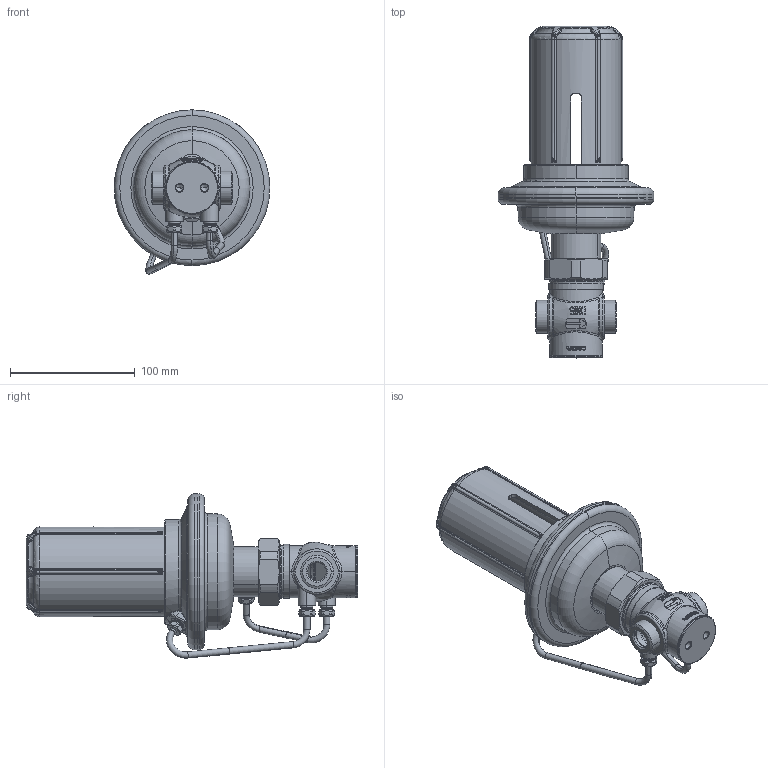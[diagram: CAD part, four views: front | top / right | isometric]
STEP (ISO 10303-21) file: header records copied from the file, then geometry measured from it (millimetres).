
FILE_DESCRIPTION((''),'2;1');
FILE_NAME('003H6602_ASM','2012-06-28T',('u258099'),('Danfoss'),'PRO/ENGINEER BY PARAMETRIC TECHNOLOGY CORPORATION, 2010370','PRO/ENGINEER BY PARAMETRIC TECHNOLOGY CORPORATION, 2010370','');
FILE_SCHEMA(('AUTOMOTIVE_DESIGN { 1 0 10303 214 1 1 1 1 }'));
Products named in the file (14): 8882982; 8882977_ASM; 8882902; 8881022; 8882820; 8883810; 88810790_ZAVIHAN; 8883808_INST; 8890090; 8883750_ASM; 8883510; 8883566; 8883544; 003H6602_ASM
Assembly tree (16 placements, depth 3):
  003H6602_ASM
    8882977_ASM
      8882982
    8882902
    8881022  x4
    8882820
    8883750_ASM
      8883810
      88810790_ZAVIHAN
      8883808_INST
      8890090
    8883510
    8883566
    8883544
Bounding box: 125.18 x 266.6 x 131.94 mm (x, y, z)
Volume: 346074 mm3; surface area: 194001.8 mm2
Topology: 14 solids, 14 shells, 1756 faces, 4367 edges, 2690 vertices
Faces by surface type: plane 764, cylinder 316, bspline 247, cone 236, torus 172, sphere 21
Entity records: 62877 total; most frequent: CARTESIAN_POINT 22725, ORIENTED_EDGE 8118, DIRECTION 6834, EDGE_CURVE 4059, AXIS2_PLACEMENT_3D 2747, VERTEX_POINT 2504, EDGE_LOOP 1723, FACE_OUTER_BOUND 1633
